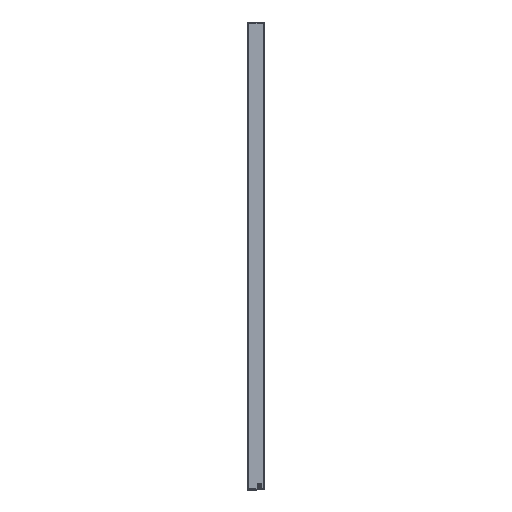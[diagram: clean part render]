
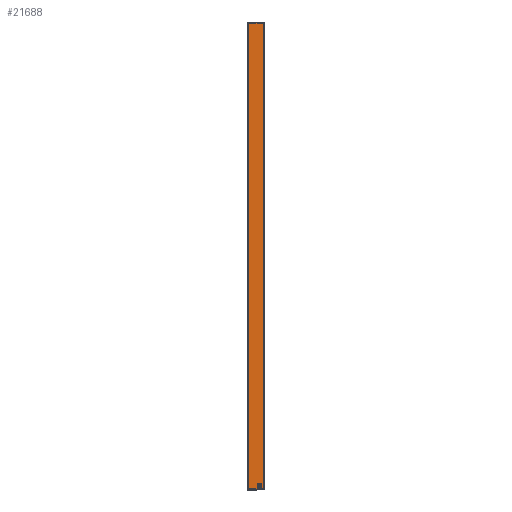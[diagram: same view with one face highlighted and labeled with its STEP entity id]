
A CAD part, front view. The second image highlights one B-rep face of the part: STEP entity #21688.
In plain terms, the highlighted planar face has unit normal (0, -1, 0).
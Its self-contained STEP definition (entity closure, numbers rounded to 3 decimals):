
#109=FACE_BOUND('',#3865,.T.);
#313=PLANE('',#23094);
#2481=FACE_OUTER_BOUND('',#3864,.T.);
#3864=EDGE_LOOP('',(#15379,#15380,#15381,#15382));
#3865=EDGE_LOOP('',(#15383,#15384,#15385,#15386,#15387,#15388,#15389,#15390));
#5335=CIRCLE('',#23050,2.5);
#5340=CIRCLE('',#23057,2.5);
#5355=CIRCLE('',#23086,2.5);
#5359=CIRCLE('',#23092,2.5);
#7273=LINE('',#35716,#8540);
#7275=LINE('',#35728,#8542);
#7283=LINE('',#35797,#8550);
#7285=LINE('',#35817,#8552);
#7287=LINE('',#35826,#8554);
#7288=LINE('',#35830,#8555);
#7289=LINE('',#35831,#8556);
#7290=LINE('',#35832,#8557);
#8540=VECTOR('',#26448,10.);
#8542=VECTOR('',#26462,10.);
#8550=VECTOR('',#26506,10.);
#8552=VECTOR('',#26530,10.);
#8554=VECTOR('',#26542,10.);
#8555=VECTOR('',#26545,10.);
#8556=VECTOR('',#26546,10.);
#8557=VECTOR('',#26547,10.);
#9808=VERTEX_POINT('',#35706);
#9809=VERTEX_POINT('',#35708);
#9811=VERTEX_POINT('',#35714);
#9813=VERTEX_POINT('',#35720);
#9815=VERTEX_POINT('',#35726);
#9830=VERTEX_POINT('',#35785);
#9834=VERTEX_POINT('',#35795);
#9839=VERTEX_POINT('',#35809);
#9841=VERTEX_POINT('',#35815);
#9843=VERTEX_POINT('',#35821);
#9844=VERTEX_POINT('',#35828);
#9845=VERTEX_POINT('',#35829);
#11781=EDGE_CURVE('',#9808,#9809,#5335,.T.);
#11785=EDGE_CURVE('',#9811,#9808,#7273,.T.);
#11788=EDGE_CURVE('',#9813,#9811,#5340,.T.);
#11791=EDGE_CURVE('',#9815,#9813,#7275,.T.);
#11814=EDGE_CURVE('',#9834,#9830,#7283,.T.);
#11821=EDGE_CURVE('',#9839,#9815,#5355,.T.);
#11824=EDGE_CURVE('',#9841,#9839,#7285,.T.);
#11827=EDGE_CURVE('',#9843,#9841,#5359,.T.);
#11829=EDGE_CURVE('',#9809,#9843,#7287,.T.);
#11830=EDGE_CURVE('',#9844,#9845,#7288,.T.);
#11831=EDGE_CURVE('',#9830,#9844,#7289,.T.);
#11832=EDGE_CURVE('',#9845,#9834,#7290,.T.);
#15379=ORIENTED_EDGE('',*,*,#11830,.F.);
#15380=ORIENTED_EDGE('',*,*,#11831,.F.);
#15381=ORIENTED_EDGE('',*,*,#11814,.F.);
#15382=ORIENTED_EDGE('',*,*,#11832,.F.);
#15383=ORIENTED_EDGE('',*,*,#11791,.F.);
#15384=ORIENTED_EDGE('',*,*,#11821,.F.);
#15385=ORIENTED_EDGE('',*,*,#11824,.F.);
#15386=ORIENTED_EDGE('',*,*,#11827,.F.);
#15387=ORIENTED_EDGE('',*,*,#11829,.F.);
#15388=ORIENTED_EDGE('',*,*,#11781,.F.);
#15389=ORIENTED_EDGE('',*,*,#11785,.F.);
#15390=ORIENTED_EDGE('',*,*,#11788,.F.);
#21688=ADVANCED_FACE('',(#2481,#109),#313,.T.);
#23050=AXIS2_PLACEMENT_3D('',#35709,#26439,#26440);
#23057=AXIS2_PLACEMENT_3D('',#35722,#26455,#26456);
#23086=AXIS2_PLACEMENT_3D('',#35811,#26523,#26524);
#23092=AXIS2_PLACEMENT_3D('',#35823,#26537,#26538);
#23094=AXIS2_PLACEMENT_3D('',#35827,#26543,#26544);
#26439=DIRECTION('center_axis',(0.,-1.,0.));
#26440=DIRECTION('ref_axis',(-0.707,0.,-0.707));
#26448=DIRECTION('',(0.,0.,-1.));
#26455=DIRECTION('center_axis',(0.,-1.,0.));
#26456=DIRECTION('ref_axis',(-0.707,0.,0.707));
#26462=DIRECTION('',(-1.,0.,0.));
#26506=DIRECTION('',(1.,0.,0.));
#26523=DIRECTION('center_axis',(0.,-1.,0.));
#26524=DIRECTION('ref_axis',(0.707,0.,0.707));
#26530=DIRECTION('',(0.,0.,1.));
#26537=DIRECTION('center_axis',(0.,-1.,0.));
#26538=DIRECTION('ref_axis',(0.707,0.,-0.707));
#26542=DIRECTION('',(1.,0.,0.));
#26543=DIRECTION('center_axis',(0.,-1.,0.));
#26544=DIRECTION('ref_axis',(1.,0.,0.));
#26545=DIRECTION('',(-1.,0.,0.));
#26546=DIRECTION('',(0.,0.,-1.));
#26547=DIRECTION('',(0.,0.,1.));
#35706=CARTESIAN_POINT('',(7.024,-168.191,-191.));
#35708=CARTESIAN_POINT('',(9.524,-168.191,-193.5));
#35709=CARTESIAN_POINT('Origin',(9.524,-168.191,-191.));
#35714=CARTESIAN_POINT('',(7.024,-168.191,-178.));
#35716=CARTESIAN_POINT('',(7.024,-168.191,304.5));
#35720=CARTESIAN_POINT('',(9.524,-168.191,-175.5));
#35722=CARTESIAN_POINT('Origin',(9.524,-168.191,-178.));
#35726=CARTESIAN_POINT('',(22.524,-168.191,-175.5));
#35728=CARTESIAN_POINT('',(4.774,-168.191,-175.5));
#35785=CARTESIAN_POINT('',(30.524,-168.191,1799.));
#35795=CARTESIAN_POINT('',(-30.476,-168.191,1799.));
#35797=CARTESIAN_POINT('',(15.774,-168.191,1799.));
#35809=CARTESIAN_POINT('',(25.024,-168.191,-178.));
#35811=CARTESIAN_POINT('Origin',(22.524,-168.191,-178.));
#35815=CARTESIAN_POINT('',(25.024,-168.191,-191.));
#35817=CARTESIAN_POINT('',(25.024,-168.191,311.));
#35821=CARTESIAN_POINT('',(22.524,-168.191,-193.5));
#35823=CARTESIAN_POINT('Origin',(22.524,-168.191,-191.));
#35826=CARTESIAN_POINT('',(11.274,-168.191,-193.5));
#35827=CARTESIAN_POINT('Origin',(0.024,-168.191,800.));
#35828=CARTESIAN_POINT('',(30.524,-168.191,-199.));
#35829=CARTESIAN_POINT('',(-30.476,-168.191,-199.));
#35830=CARTESIAN_POINT('',(-15.726,-168.191,-199.));
#35831=CARTESIAN_POINT('',(30.524,-168.191,300.));
#35832=CARTESIAN_POINT('',(-30.476,-168.191,1300.));
